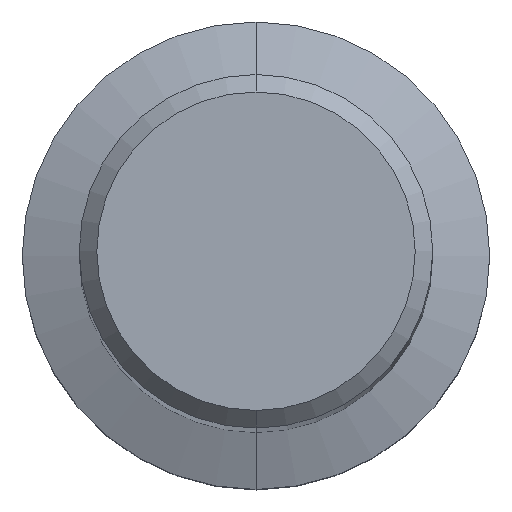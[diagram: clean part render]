
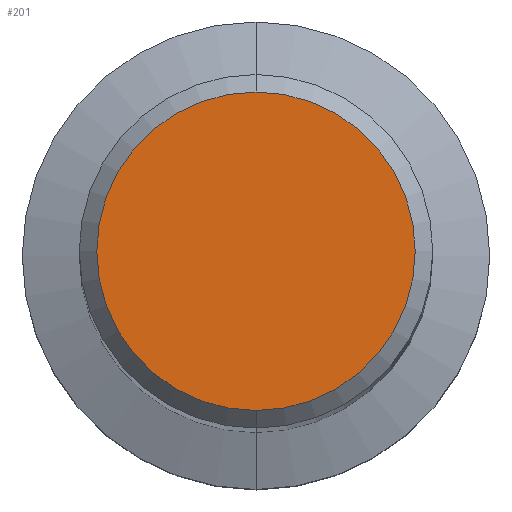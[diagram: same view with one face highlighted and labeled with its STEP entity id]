
A CAD part, top view. The second image highlights one B-rep face of the part: STEP entity #201.
In plain terms, the highlighted planar face has unit normal (0, 0, 1).
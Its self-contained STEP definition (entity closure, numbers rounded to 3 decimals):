
#201=ADVANCED_FACE('',(#556),#557,.T.);
#275=EDGE_CURVE('',#395,#281,#637,.T.);
#281=VERTEX_POINT('',#643);
#353=EDGE_CURVE('',#281,#395,#721,.T.);
#395=VERTEX_POINT('',#773);
#556=FACE_OUTER_BOUND('',#940,.T.);
#557=PLANE('',#941);
#637=CIRCLE('',#1085,5.45);
#643=CARTESIAN_POINT('',(0.0,5.45,0.0));
#721=CIRCLE('',#1240,5.45);
#773=CARTESIAN_POINT('',(0.,-5.45,0.0));
#940=EDGE_LOOP('',(#1696,#1697));
#941=AXIS2_PLACEMENT_3D('',#1698,#1699,#1700);
#1085=AXIS2_PLACEMENT_3D('',#1776,#1777,#1778);
#1240=AXIS2_PLACEMENT_3D('',#1860,#1861,#1862);
#1696=ORIENTED_EDGE('',*,*,#353,.F.);
#1697=ORIENTED_EDGE('',*,*,#275,.F.);
#1698=CARTESIAN_POINT('',(0.0,2.725,0.0));
#1699=DIRECTION('',(-0.0,0.0,1.0));
#1700=DIRECTION('',(0.0,-1.0,0.0));
#1776=CARTESIAN_POINT('',(0.0,0.0,0.0));
#1777=DIRECTION('',(0.0,0.0,-1.0));
#1778=DIRECTION('',(0.0,1.0,0.0));
#1860=CARTESIAN_POINT('',(0.0,0.0,0.0));
#1861=DIRECTION('',(0.0,0.0,-1.0));
#1862=DIRECTION('',(0.0,1.0,0.0));
